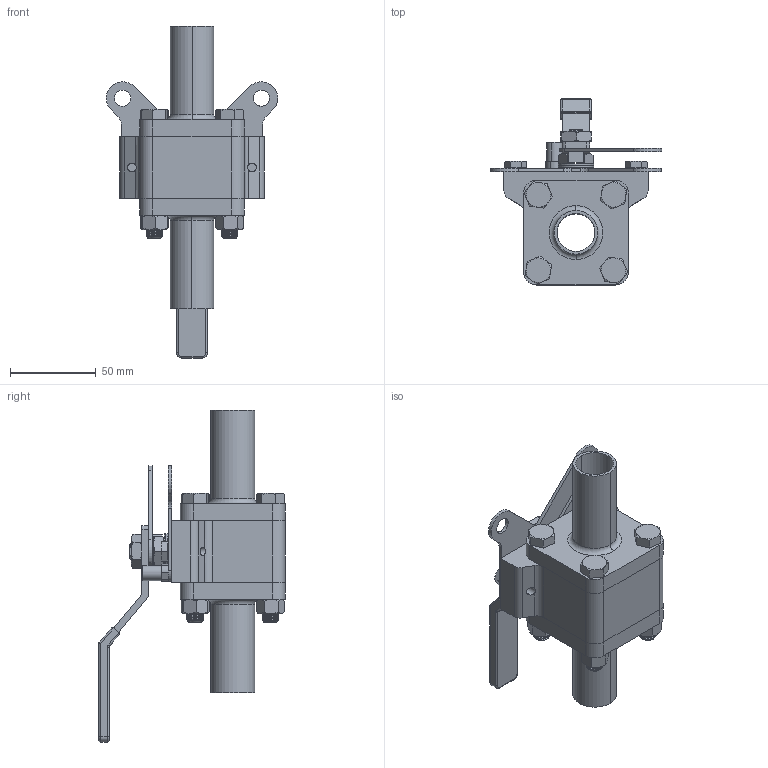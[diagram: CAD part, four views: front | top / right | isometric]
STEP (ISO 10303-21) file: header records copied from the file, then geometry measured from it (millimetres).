
FILE_DESCRIPTION (( 'STEP AP214' ), '1' );
FILE_NAME ('HP-DA-0100.STEP', '2018-12-07T20:00:58', ( '' ), ( '' ), 'SwSTEP 2.0', 'SolidWorks 2018', '' );
FILE_SCHEMA (( 'AUTOMOTIVE_DESIGN' ));
Length unit declared in the file: inch
Products named in the file (1): HP-DA-0100
Bounding box: 99.79 x 108.5 x 193.4 mm (x, y, z)
Surface area: 78346.3 mm2 (no closed solid volume)
Topology: 0 solids, 29 shells, 720 faces, 2376 edges, 1670 vertices
Faces by surface type: cylinder 429, plane 162, cone 103, bspline 14, torus 10, sphere 2
Entity records: 66012 total; most frequent: CARTESIAN_POINT 38915, ORIENTED_EDGE 4184, DIRECTION 2984, EDGE_CURVE 2374, VERTEX_POINT 1670, AXIS2_PLACEMENT_3D 1078, LINE 828, VECTOR 828
